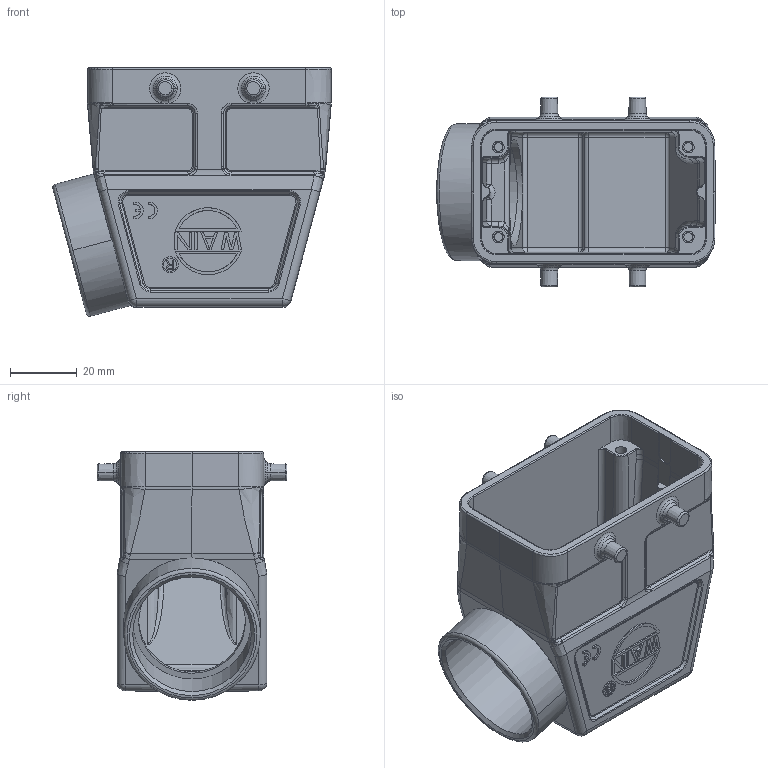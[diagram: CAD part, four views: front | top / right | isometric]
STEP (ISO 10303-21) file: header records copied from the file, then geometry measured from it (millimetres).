
FILE_DESCRIPTION(/* description */ (''),/* implementation_level */ '2;1');
FILE_NAME(/* name */ '3D_1240105305112_HV10B-SEH-4B PG21 WS_V1.2.stp',/* time_stamp */ '2024-01-06T15:22:42+08:00',/* author */ (''),/* organization */ (''),/* preprocessor_version */ 'ST-DEVELOPER v18.1',/* originating_system */ 'SIEMENS PLM Software NX 1980',/* authorisation */ '');
FILE_SCHEMA (('AUTOMOTIVE_DESIGN { 1 0 10303 214 3 1 1 1 }'));
Length unit declared in the file: millimetre
Products named in the file (1): 14590F483B6Atg4r
Bounding box: 83.63 x 57 x 74.65 mm (x, y, z)
Volume: 63574.6 mm3; surface area: 35149.1 mm2
Topology: 3 solids, 3 shells, 733 faces, 1824 edges, 1124 vertices
Faces by surface type: plane 279, cylinder 179, torus 114, cone 76, bspline 59, sphere 18, extrusion 8
Full cylindrical faces by diameter (mm): 32 x1, 35.6 x1
Entity records: 25985 total; most frequent: CARTESIAN_POINT 9894, ORIENTED_EDGE 3614, DIRECTION 2919, EDGE_CURVE 1807, VERTEX_POINT 1121, AXIS2_PLACEMENT_3D 1072, EDGE_LOOP 776, VECTOR 775
